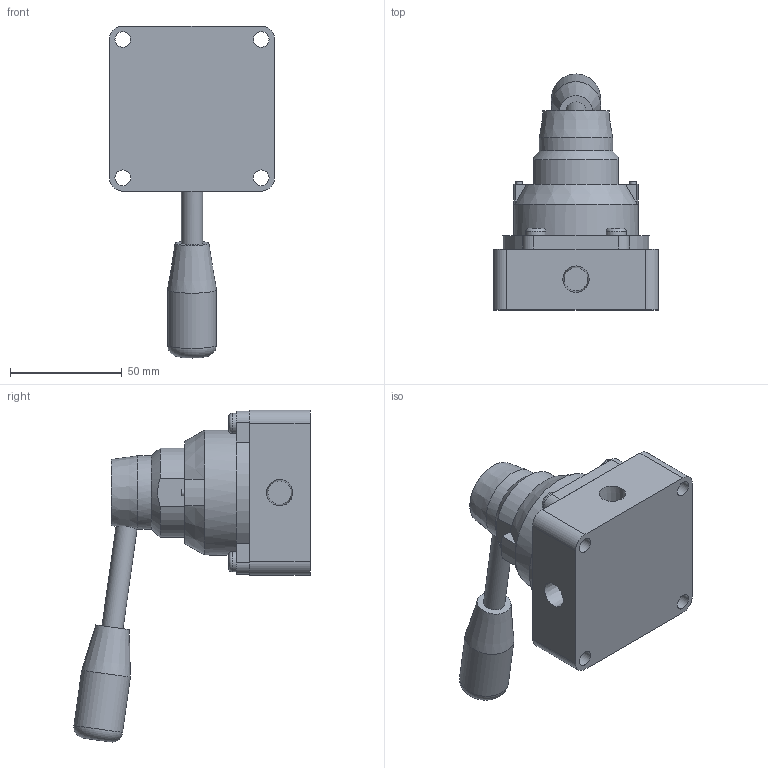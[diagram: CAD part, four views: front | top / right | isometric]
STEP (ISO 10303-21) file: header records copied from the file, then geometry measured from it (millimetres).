
FILE_DESCRIPTION( ( 'STEP AP214' ), '1' );
FILE_NAME( 'MVHC-302-4H-8A--G.stp', '2020-04-21T07:19:32', ( 'License CC BY-ND 4.0' ), ( 'CADENAS' ), ' ', 'PARTsolutions', ' ' );
FILE_SCHEMA( ( 'AUTOMOTIVE_DESIGN { 1 0 10303 214 1 1 1 1 }' ) );
Length unit declared in the file: millimetre
Products named in the file (1): _MVHC-302-4H-8A--G
Bounding box: 74 x 105.88 x 148.72 mm (x, y, z)
Volume: 266361.4 mm3; surface area: 37186.6 mm2
Topology: 1 solids, 1 shells, 126 faces, 313 edges, 208 vertices
Faces by surface type: plane 85, cylinder 28, cone 8, torus 5
Full cylindrical faces by diameter (mm): 3 x2, 7 x4, 9 x4, 9.5 x1, 22 x1, 33 x1, 56 x1
Entity records: 4648 total; most frequent: CARTESIAN_POINT 708, DIRECTION 596, ORIENTED_EDGE 554, EDGE_CURVE 277, AXIS2_PLACEMENT_3D 199, VERTEX_POINT 199, LINE 198, VECTOR 198
